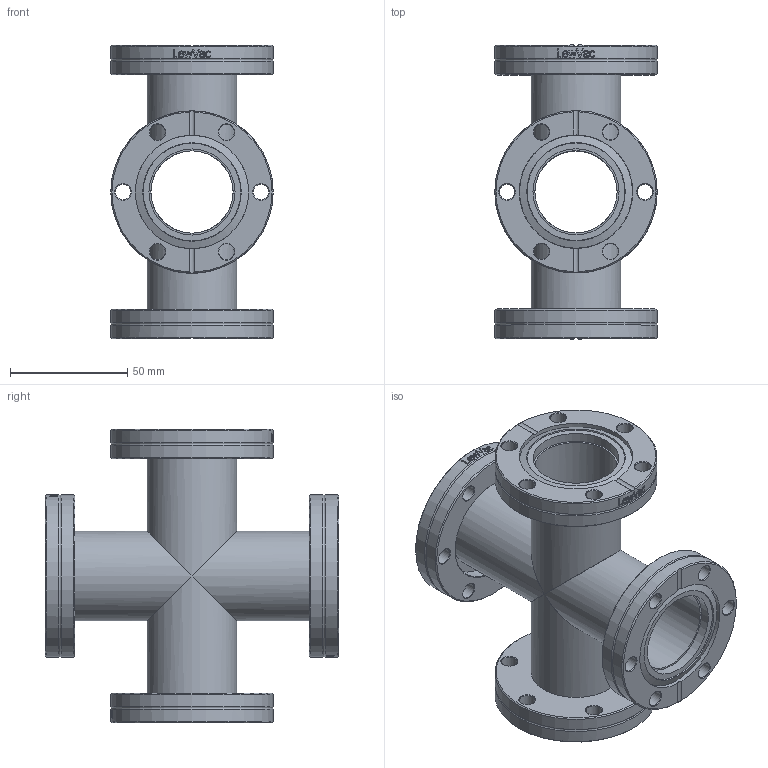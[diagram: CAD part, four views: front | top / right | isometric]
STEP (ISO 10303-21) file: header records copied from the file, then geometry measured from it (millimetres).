
FILE_DESCRIPTION(/* description */ (''),/* implementation_level */ '2;1');
FILE_NAME(/* name */ 'FL-4X40CF.stp',/* time_stamp */ '2018-02-28T11:59:39+00:00',/* author */ ('paul'),/* organization */ (''),/* preprocessor_version */ 'ST-DEVELOPER v17',/* originating_system */ 'Autodesk Inventor 2018',/* authorisation */ '');
FILE_SCHEMA (('AUTOMOTIVE_DESIGN { 1 0 10303 214 3 1 1 }'));
Length unit declared in the file: millimetre
Products named in the file (6): FL-4X40CF; FL-40CFR-38; FL-40CF-OUT; FL-40CF-INB38.1; side tube; FL-40CF-38
Assembly tree (10 placements, depth 3):
  FL-4X40CF
    FL-40CF-38  x2
    FL-40CFR-38  x2
      FL-40CF-OUT
      FL-40CF-INB38.1
    side tube  x4
Bounding box: 69.1 x 125 x 125 mm (x, y, z)
Volume: 146621.5 mm3; surface area: 91805.5 mm2
Topology: 10 solids, 10 shells, 538 faces, 1480 edges, 990 vertices
Faces by surface type: plane 204, bspline 164, cylinder 96, cone 70, torus 4
Full cylindrical faces by diameter (mm): 6.7 x24, 35 x4, 36.6 x4, 38.1 x4, 38.2 x4, 45.5 x2, 48.1 x2, 48.26 x2, 48.3 x2, 69.1 x8
Entity records: 11671 total; most frequent: CARTESIAN_POINT 4957, ORIENTED_EDGE 1456, DIRECTION 1201, EDGE_CURVE 728, VERTEX_POINT 487, AXIS2_PLACEMENT_3D 459, EDGE_LOOP 311, LINE 283
